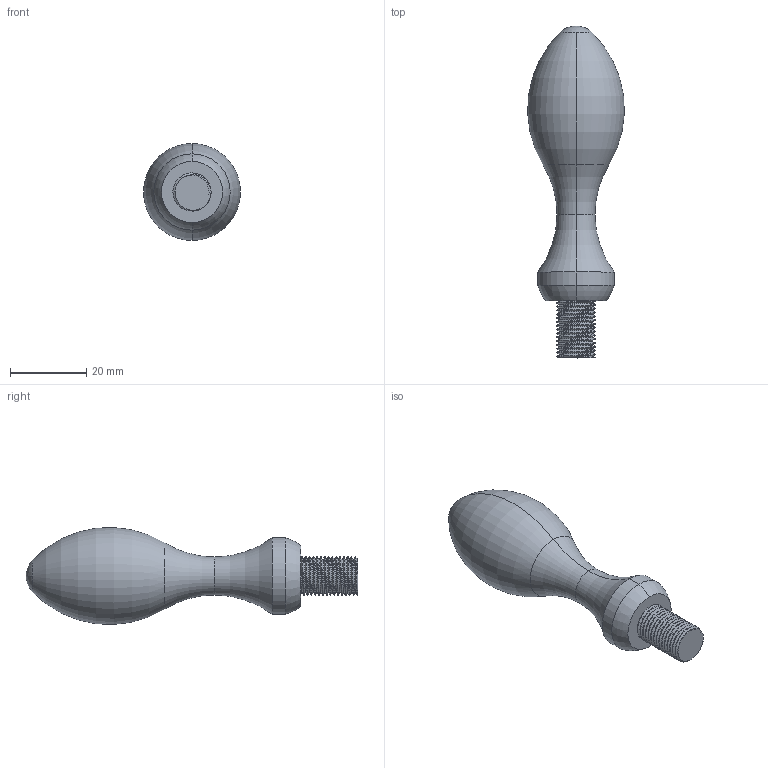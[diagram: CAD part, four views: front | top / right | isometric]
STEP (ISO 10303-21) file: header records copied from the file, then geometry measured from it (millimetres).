
FILE_DESCRIPTION (( 'STEP AP214' ), '1' );
FILE_NAME ('Handle.STEP', '2025-02-16T00:53:51', ( '' ), ( '' ), 'SwSTEP 2.0', 'SolidWorks 2024', '' );
FILE_SCHEMA (( 'AUTOMOTIVE_DESIGN' ));
Length unit declared in the file: millimetre
Products named in the file (1): Handle
Bounding box: 25.32 x 87 x 25.41 mm (x, y, z)
Volume: 19840.8 mm3; surface area: 5157.4 mm2
Topology: 1 solids, 1 shells, 48 faces, 128 edges, 83 vertices
Faces by surface type: cylinder 33, torus 8, bspline 3, sphere 2, plane 2
Entity records: 4304 total; most frequent: CARTESIAN_POINT 3275, ORIENTED_EDGE 256, DIRECTION 176, EDGE_CURVE 128, VERTEX_POINT 83, AXIS2_PLACEMENT_3D 72, EDGE_LOOP 49, FACE_OUTER_BOUND 48
